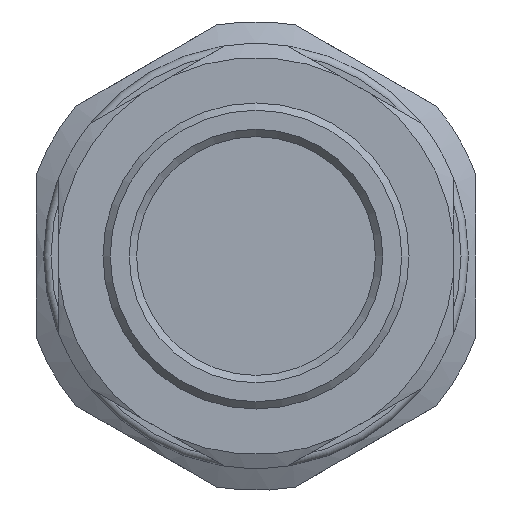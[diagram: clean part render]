
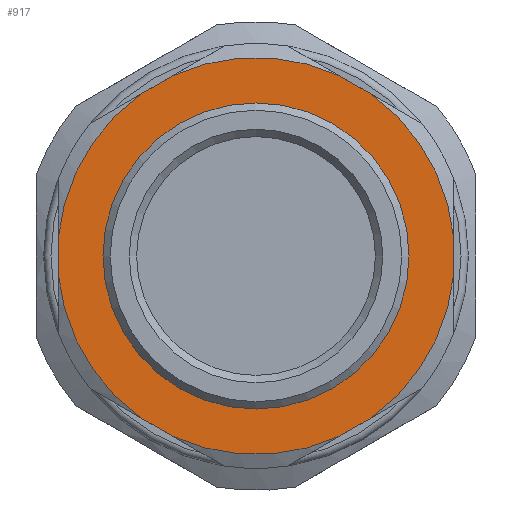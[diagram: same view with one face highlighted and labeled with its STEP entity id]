
A CAD part, front view. The second image highlights one B-rep face of the part: STEP entity #917.
In plain terms, the highlighted planar face has unit normal (0, -1, 0).
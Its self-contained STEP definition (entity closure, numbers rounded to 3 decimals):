
#15=FACE_BOUND('',#307,.T.);
#74=LINE('',#1371,#115);
#77=LINE('',#1393,#118);
#80=LINE('',#1415,#121);
#83=LINE('',#1437,#124);
#86=LINE('',#1459,#127);
#89=LINE('',#1481,#130);
#115=VECTOR('',#1110,10.);
#118=VECTOR('',#1115,10.);
#121=VECTOR('',#1120,10.);
#124=VECTOR('',#1125,10.);
#127=VECTOR('',#1130,10.);
#130=VECTOR('',#1135,10.);
#252=FACE_OUTER_BOUND('',#306,.T.);
#306=EDGE_LOOP('',(#733,#734,#735,#736,#737,#738,#739,#740,#741,#742,#743,
#744));
#307=EDGE_LOOP('',(#745));
#357=CIRCLE('',#1008,13.554);
#358=CIRCLE('',#1010,13.554);
#359=CIRCLE('',#1012,13.554);
#360=CIRCLE('',#1014,13.554);
#361=CIRCLE('',#1016,13.554);
#364=CIRCLE('',#1021,9.95);
#365=CIRCLE('',#1023,13.554);
#402=VERTEX_POINT('',#1365);
#404=VERTEX_POINT('',#1370);
#408=VERTEX_POINT('',#1387);
#410=VERTEX_POINT('',#1392);
#414=VERTEX_POINT('',#1409);
#416=VERTEX_POINT('',#1414);
#420=VERTEX_POINT('',#1431);
#422=VERTEX_POINT('',#1436);
#426=VERTEX_POINT('',#1453);
#428=VERTEX_POINT('',#1458);
#432=VERTEX_POINT('',#1475);
#434=VERTEX_POINT('',#1480);
#440=VERTEX_POINT('',#1533);
#489=EDGE_CURVE('',#404,#402,#74,.T.);
#496=EDGE_CURVE('',#410,#408,#77,.T.);
#503=EDGE_CURVE('',#416,#414,#80,.T.);
#510=EDGE_CURVE('',#422,#420,#83,.T.);
#517=EDGE_CURVE('',#428,#426,#86,.T.);
#524=EDGE_CURVE('',#434,#432,#89,.T.);
#540=EDGE_CURVE('',#404,#432,#357,.T.);
#541=EDGE_CURVE('',#434,#426,#358,.T.);
#542=EDGE_CURVE('',#428,#420,#359,.T.);
#543=EDGE_CURVE('',#422,#414,#360,.T.);
#544=EDGE_CURVE('',#416,#408,#361,.T.);
#548=EDGE_CURVE('',#440,#440,#364,.T.);
#550=EDGE_CURVE('',#410,#402,#365,.T.);
#733=ORIENTED_EDGE('',*,*,#489,.T.);
#734=ORIENTED_EDGE('',*,*,#550,.F.);
#735=ORIENTED_EDGE('',*,*,#496,.T.);
#736=ORIENTED_EDGE('',*,*,#544,.F.);
#737=ORIENTED_EDGE('',*,*,#503,.T.);
#738=ORIENTED_EDGE('',*,*,#543,.F.);
#739=ORIENTED_EDGE('',*,*,#510,.T.);
#740=ORIENTED_EDGE('',*,*,#542,.F.);
#741=ORIENTED_EDGE('',*,*,#517,.T.);
#742=ORIENTED_EDGE('',*,*,#541,.F.);
#743=ORIENTED_EDGE('',*,*,#524,.T.);
#744=ORIENTED_EDGE('',*,*,#540,.F.);
#745=ORIENTED_EDGE('',*,*,#548,.T.);
#880=PLANE('',#1022);
#917=ADVANCED_FACE('',(#252,#15),#880,.T.);
#1008=AXIS2_PLACEMENT_3D('',#1517,#1180,#1181);
#1010=AXIS2_PLACEMENT_3D('',#1519,#1184,#1185);
#1012=AXIS2_PLACEMENT_3D('',#1521,#1188,#1189);
#1014=AXIS2_PLACEMENT_3D('',#1523,#1192,#1193);
#1016=AXIS2_PLACEMENT_3D('',#1525,#1196,#1197);
#1021=AXIS2_PLACEMENT_3D('',#1534,#1207,#1208);
#1022=AXIS2_PLACEMENT_3D('',#1536,#1210,#1211);
#1023=AXIS2_PLACEMENT_3D('',#1537,#1212,#1213);
#1110=DIRECTION('',(-0.866,0.,-0.5));
#1115=DIRECTION('',(0.,0.,-1.));
#1120=DIRECTION('',(0.866,0.,-0.5));
#1125=DIRECTION('',(0.866,0.,0.5));
#1130=DIRECTION('',(0.,0.,1.));
#1135=DIRECTION('',(-0.866,0.,0.5));
#1180=DIRECTION('center_axis',(0.,1.,0.));
#1181=DIRECTION('ref_axis',(-1.,0.,0.));
#1184=DIRECTION('center_axis',(0.,1.,0.));
#1185=DIRECTION('ref_axis',(-1.,0.,0.));
#1188=DIRECTION('center_axis',(0.,1.,0.));
#1189=DIRECTION('ref_axis',(-1.,0.,0.));
#1192=DIRECTION('center_axis',(0.,1.,0.));
#1193=DIRECTION('ref_axis',(-1.,0.,0.));
#1196=DIRECTION('center_axis',(0.,1.,0.));
#1197=DIRECTION('ref_axis',(-1.,0.,0.));
#1207=DIRECTION('center_axis',(0.,1.,0.));
#1208=DIRECTION('ref_axis',(-1.,0.,0.));
#1210=DIRECTION('center_axis',(0.,-1.,0.));
#1211=DIRECTION('ref_axis',(0.,0.,
-1.));
#1212=DIRECTION('center_axis',(0.,1.,0.));
#1213=DIRECTION('ref_axis',(-1.,0.,0.));
#1365=CARTESIAN_POINT('',(134.444,39.459,131.254));
#1370=CARTESIAN_POINT('',(136.532,39.459,132.46));
#1371=CARTESIAN_POINT('',(127.519,39.459,127.256));
#1387=CARTESIAN_POINT('',(128.738,39.459,118.96));
#1392=CARTESIAN_POINT('',(128.738,39.459,121.372));
#1393=CARTESIAN_POINT('',(128.738,39.459,116.269));
#1409=CARTESIAN_POINT('',(136.532,39.459,107.871));
#1414=CARTESIAN_POINT('',(134.444,39.459,109.077));
#1415=CARTESIAN_POINT('',(134.269,39.459,109.178));
#1431=CARTESIAN_POINT('',(150.032,39.459,109.077));
#1436=CARTESIAN_POINT('',(147.944,39.459,107.871));
#1437=CARTESIAN_POINT('',(147.769,39.459,107.77));
#1453=CARTESIAN_POINT('',(155.738,39.459,121.372));
#1458=CARTESIAN_POINT('',(155.738,39.459,118.96));
#1459=CARTESIAN_POINT('',(155.738,39.459,124.063));
#1475=CARTESIAN_POINT('',(147.944,39.459,132.46));
#1480=CARTESIAN_POINT('',(150.032,39.459,131.254));
#1481=CARTESIAN_POINT('',(141.019,39.459,136.458));
#1517=CARTESIAN_POINT('Origin',(142.238,39.459,120.166));
#1519=CARTESIAN_POINT('Origin',(142.238,39.459,120.166));
#1521=CARTESIAN_POINT('Origin',(142.238,39.459,120.166));
#1523=CARTESIAN_POINT('Origin',(142.238,39.459,120.166));
#1525=CARTESIAN_POINT('Origin',(142.238,39.459,120.166));
#1533=CARTESIAN_POINT('',(152.188,39.459,120.166));
#1534=CARTESIAN_POINT('Origin',(142.238,39.459,120.166));
#1536=CARTESIAN_POINT('Origin',(129.986,39.459,120.166));
#1537=CARTESIAN_POINT('Origin',(142.238,39.459,120.166));
